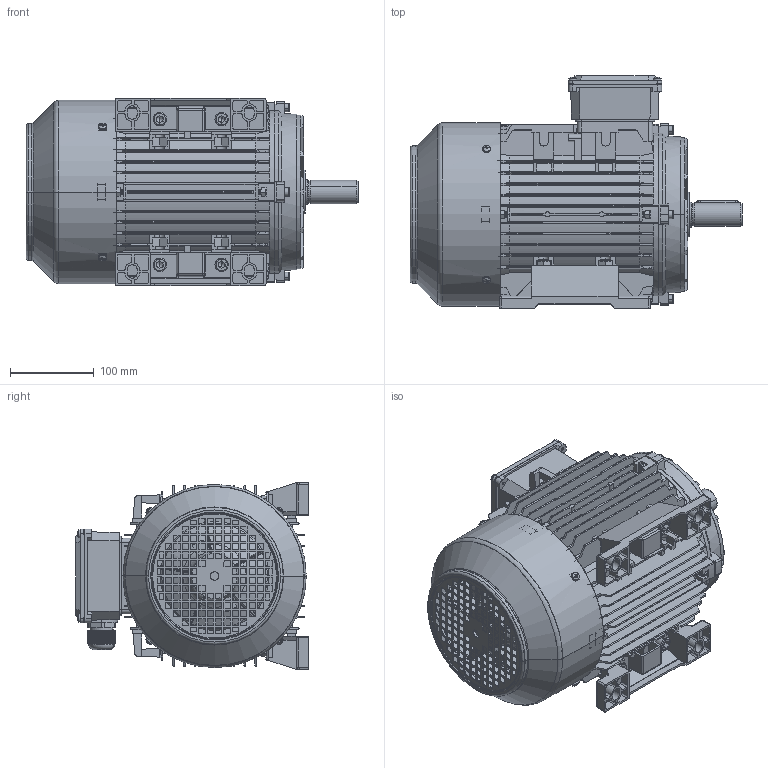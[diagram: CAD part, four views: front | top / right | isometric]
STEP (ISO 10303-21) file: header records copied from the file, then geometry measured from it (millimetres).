
FILE_DESCRIPTION (( 'STEP AP203' ), '1' );
FILE_NAME ('T112 B3(·½).STEP', '2015-04-26T08:41:45', ( 'USER' ), ( 'MS' ), 'SwSTEP 2.0', 'SolidWorks 2008', '' );
FILE_SCHEMA (( 'CONFIG_CONTROL_DESIGN' ));
Length unit declared in the file: millimetre
Products named in the file (17): T112转轴_默认; Plain parallel keys_GB_CONNECTING_PIECE_KEYS_CSK 8X50; MS132接线盒座_默认; Hexagon socket head cap screws GB_GB_FASTENER_SCREWS_HSHCS M6X30-N; MS132接线盒盖_默认; T112机壳_默认; T112 B3(源); T112底脚_默认; TA112后盖1_默认; TA112风罩_默认; MS112 风叶_默认; Hexagon nuts grade C GB_GB_FASTENER_NUT_SNC1 M10-N; Hexagon socket head cap screws GB_GB_FASTENER_SCREWS_HSHCS M10X25-N; Hexagon nuts grade C GB_GB_FASTENER_NUT_SNC1 M6-N; TA112前盖1_默认; 112-132出线螺套_默认; Cross recessed thread forming screws GB_GB_CROSS_SCREWS_TYPE138 M5X12-N
Assembly tree (45 placements, depth 2):
  T112 B3(源)
    112-132出线螺套_默认  x2
    Hexagon socket head cap screws GB_GB_FASTENER_SCREWS_HSHCS M6X30-N  x8
    Hexagon nuts grade C GB_GB_FASTENER_NUT_SNC1 M10-N  x4
    Cross recessed thread forming screws GB_GB_CROSS_SCREWS_TYPE138 M5X12-N  x8
    Hexagon nuts grade C GB_GB_FASTENER_NUT_SNC1 M6-N  x8
    T112底脚_默认  x2
    TA112风罩_默认
    MS132接线盒盖_默认
    Hexagon socket head cap screws GB_GB_FASTENER_SCREWS_HSHCS M10X25-N  x4
    TA112前盖1_默认
    T112机壳_默认
    Plain parallel keys_GB_CONNECTING_PIECE_KEYS_CSK 8X50
    TA112后盖1_默认
    MS112 风叶_默认
    T112转轴_默认
    MS132接线盒座_默认
Bounding box: 397 x 278 x 224 mm (x, y, z)
Volume: 2187405.9 mm3; surface area: 1261698.2 mm2
Topology: 45 solids, 45 shells, 4439 faces, 12083 edges, 7828 vertices
Faces by surface type: plane 2856, cylinder 1073, cone 296, torus 122, sphere 64, bspline 28
Entity records: 118346 total; most frequent: CARTESIAN_POINT 27977, ORIENTED_EDGE 19124, DIRECTION 17135, EDGE_CURVE 9562, VECTOR 6403, LINE 6403, VERTEX_POINT 6232, AXIS2_PLACEMENT_3D 5366
